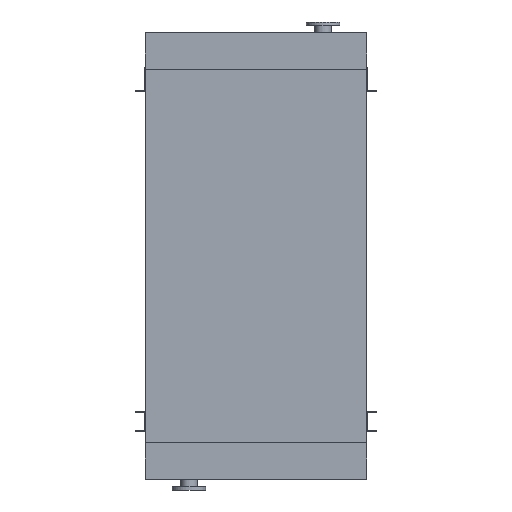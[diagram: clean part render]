
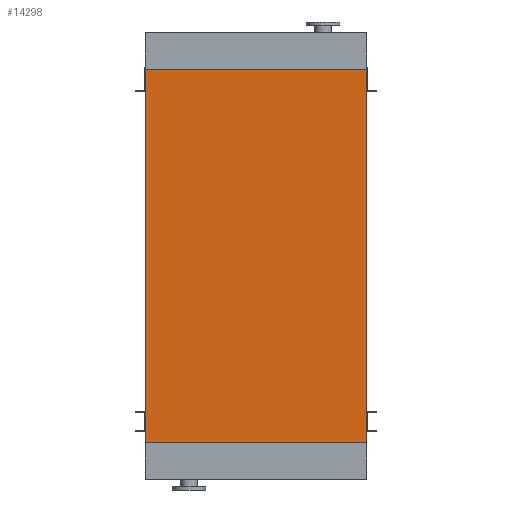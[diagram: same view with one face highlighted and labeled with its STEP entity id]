
A CAD part, front view. The second image highlights one B-rep face of the part: STEP entity #14298.
In plain terms, the highlighted planar face has unit normal (0, -1, 0).
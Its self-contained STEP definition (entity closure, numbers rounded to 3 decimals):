
#916 = LINE ( 'NONE', #5506, #6608 ) ;
#1199 = ORIENTED_EDGE ( 'NONE', *, *, #4981, .T. ) ;
#1551 = LINE ( 'NONE', #12064, #2476 ) ;
#1720 = LINE ( 'NONE', #3833, #2666 ) ;
#1988 = EDGE_CURVE ( 'NONE', #4372, #5210, #1720, .T. ) ;
#2476 = VECTOR ( 'NONE', #5161, 1000. ) ;
#2666 = VECTOR ( 'NONE', #8466, 1000. ) ;
#2986 = ORIENTED_EDGE ( 'NONE', *, *, #13213, .T. ) ;
#3342 = CARTESIAN_POINT ( 'NONE',  ( -725., 0., 0. ) ) ;
#3749 = LINE ( 'NONE', #9449, #9991 ) ;
#3833 = CARTESIAN_POINT ( 'NONE',  ( -725., 0., -2450. ) ) ;
#4372 = VERTEX_POINT ( 'NONE', #14426 ) ;
#4609 = PLANE ( 'NONE',  #5201 ) ;
#4684 = DIRECTION ( 'NONE',  ( 0., -1., 0. ) ) ;
#4981 = EDGE_CURVE ( 'NONE', #10447, #8495, #1551, .T. ) ;
#5161 = DIRECTION ( 'NONE',  ( 0., 0., 1. ) ) ;
#5201 = AXIS2_PLACEMENT_3D ( 'NONE', #13669, #4684, #10228 ) ;
#5210 = VERTEX_POINT ( 'NONE', #3342 ) ;
#5261 = ORIENTED_EDGE ( 'NONE', *, *, #1988, .F. ) ;
#5506 = CARTESIAN_POINT ( 'NONE',  ( -725., 0., -2450. ) ) ;
#6005 = DIRECTION ( 'NONE',  ( 1., 0., 0. ) ) ;
#6608 = VECTOR ( 'NONE', #10079, 1000. ) ;
#8466 = DIRECTION ( 'NONE',  ( 0., 0., 1. ) ) ;
#8495 = VERTEX_POINT ( 'NONE', #9666 ) ;
#9449 = CARTESIAN_POINT ( 'NONE',  ( -725., 0., 0. ) ) ;
#9666 = CARTESIAN_POINT ( 'NONE',  ( 725., 0., 0. ) ) ;
#9991 = VECTOR ( 'NONE', #6005, 1000. ) ;
#10079 = DIRECTION ( 'NONE',  ( 1., 0., 0. ) ) ;
#10166 = ORIENTED_EDGE ( 'NONE', *, *, #11065, .F. ) ;
#10228 = DIRECTION ( 'NONE',  ( 0., 0., -1. ) ) ;
#10308 = FACE_OUTER_BOUND ( 'NONE', #12587, .T. ) ;
#10447 = VERTEX_POINT ( 'NONE', #12181 ) ;
#11065 = EDGE_CURVE ( 'NONE', #5210, #8495, #3749, .T. ) ;
#12064 = CARTESIAN_POINT ( 'NONE',  ( 725., 0., -2450. ) ) ;
#12181 = CARTESIAN_POINT ( 'NONE',  ( 725., 0., -2450. ) ) ;
#12587 = EDGE_LOOP ( 'NONE', ( #10166, #5261, #2986, #1199 ) ) ;
#13213 = EDGE_CURVE ( 'NONE', #4372, #10447, #916, .T. ) ;
#13669 = CARTESIAN_POINT ( 'NONE',  ( -725., 0., -2450. ) ) ;
#14298 = ADVANCED_FACE ( 'NONE', ( #10308 ), #4609, .T. ) ;
#14426 = CARTESIAN_POINT ( 'NONE',  ( -725., 0., -2450. ) ) ;
